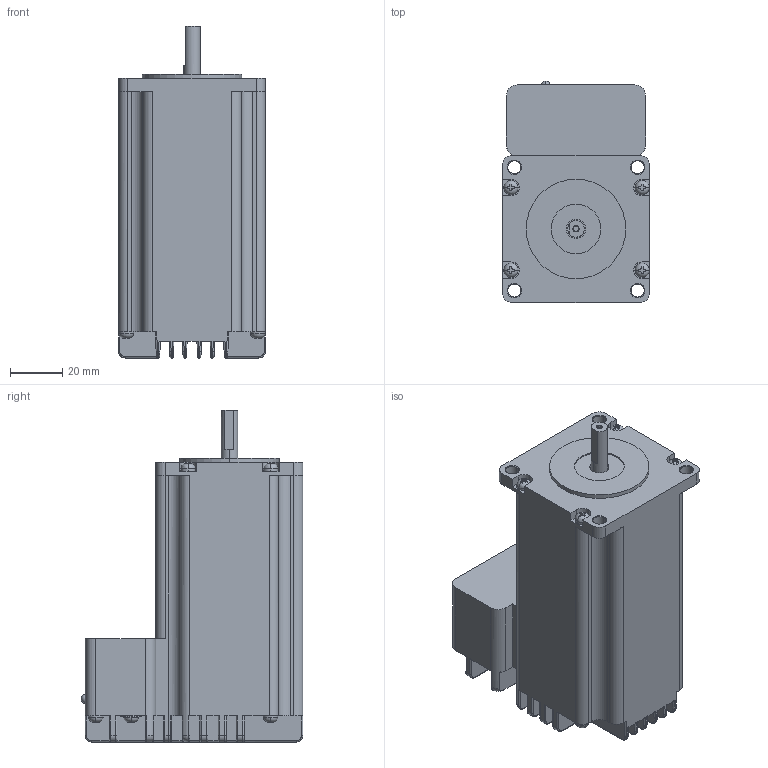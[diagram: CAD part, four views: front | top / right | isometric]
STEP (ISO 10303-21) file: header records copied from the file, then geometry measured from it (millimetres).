
FILE_DESCRIPTION (( 'STEP AP214' ), '1' );
FILE_NAME ('STP-MTRD-23065.STEP', '2018-07-10T22:39:35', ( '' ), ( '' ), 'SwSTEP 2.0', 'SolidWorks 2017', '' );
FILE_SCHEMA (( 'AUTOMOTIVE_DESIGN' ));
Length unit declared in the file: centimetre
Products named in the file (1): STP-MTRD-23065
Bounding box: 56.2 x 84.8 x 127 mm (x, y, z)
Volume: 335434.5 mm3; surface area: 45158.8 mm2
Topology: 1 solids, 1 shells, 655 faces, 1759 edges, 1126 vertices
Faces by surface type: plane 282, cylinder 252, bspline 61, torus 50, cone 10
Entity records: 26985 total; most frequent: CARTESIAN_POINT 5888, ORIENTED_EDGE 3518, DIRECTION 3143, EDGE_CURVE 1759, VERTEX_POINT 1126, AXIS2_PLACEMENT_3D 1100, LINE 943, VECTOR 943
